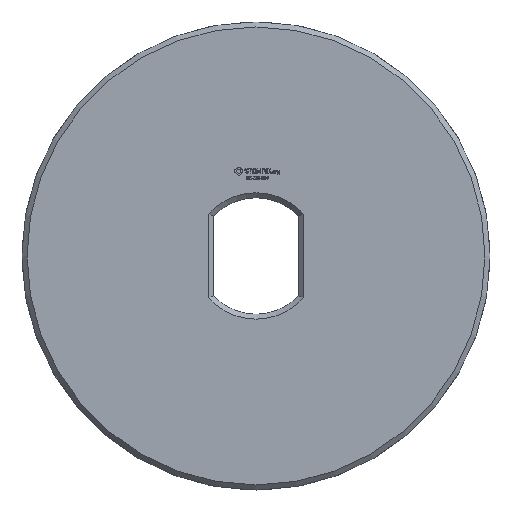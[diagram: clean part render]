
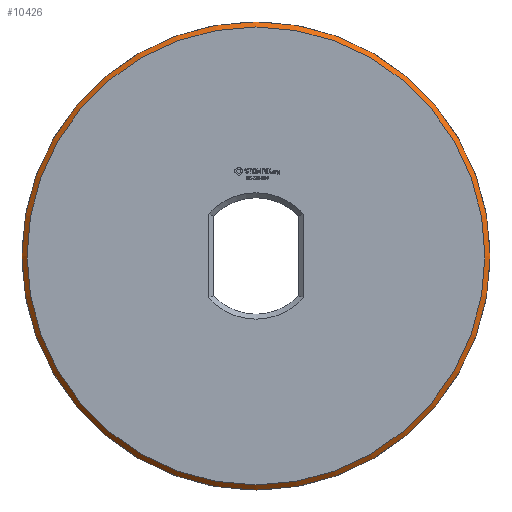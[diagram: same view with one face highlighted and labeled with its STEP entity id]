
A CAD part, top view. The second image highlights one B-rep face of the part: STEP entity #10426.
In plain terms, the highlighted conical face has half-angle 45 degrees and reference radius 14.062 mm.
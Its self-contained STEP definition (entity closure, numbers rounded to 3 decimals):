
#21 = EDGE_CURVE('',#22,#22,#24,.T.);
#22 = VERTEX_POINT('',#23);
#23 = CARTESIAN_POINT('',(13.763,0.,3.125));
#24 = SURFACE_CURVE('',#25,(#30,#42),.PCURVE_S1.);
#25 = CIRCLE('',#26,13.763);
#26 = AXIS2_PLACEMENT_3D('',#27,#28,#29);
#27 = CARTESIAN_POINT('',(0.,0.,3.125));
#28 = DIRECTION('',(0.,0.,-1.));
#29 = DIRECTION('',(1.,0.,0.));
#30 = PCURVE('',#31,#36);
#31 = PLANE('',#32);
#32 = AXIS2_PLACEMENT_3D('',#33,#34,#35);
#33 = CARTESIAN_POINT('',(0.,0.,3.125));
#34 = DIRECTION('',(0.,0.,-1.));
#35 = DIRECTION('',(1.,0.,0.));
#36 = DEFINITIONAL_REPRESENTATION('',(#37),#41);
#37 = CIRCLE('',#38,13.763);
#38 = AXIS2_PLACEMENT_2D('',#39,#40);
#39 = CARTESIAN_POINT('',(0.,0.));
#40 = DIRECTION('',(1.,0.));
#41 = ( GEOMETRIC_REPRESENTATION_CONTEXT(2) 
PARAMETRIC_REPRESENTATION_CONTEXT() REPRESENTATION_CONTEXT('2D SPACE',''
  ) );
#42 = PCURVE('',#43,#48);
#43 = CONICAL_SURFACE('',#44,14.063,0.785);
#44 = AXIS2_PLACEMENT_3D('',#45,#46,#47);
#45 = CARTESIAN_POINT('',(0.,0.,2.825));
#46 = DIRECTION('',(0.,0.,-1.));
#47 = DIRECTION('',(1.,0.,0.));
#48 = DEFINITIONAL_REPRESENTATION('',(#49),#53);
#49 = LINE('',#50,#51);
#50 = CARTESIAN_POINT('',(0.,-0.3));
#51 = VECTOR('',#52,1.);
#52 = DIRECTION('',(1.,-0.));
#53 = ( GEOMETRIC_REPRESENTATION_CONTEXT(2) 
PARAMETRIC_REPRESENTATION_CONTEXT() REPRESENTATION_CONTEXT('2D SPACE',''
  ) );
#10426 = ADVANCED_FACE('',(#10427),#43,.T.);
#10427 = FACE_BOUND('',#10428,.F.);
#10428 = EDGE_LOOP('',(#10429,#10458,#10479,#10480));
#10429 = ORIENTED_EDGE('',*,*,#10430,.T.);
#10430 = EDGE_CURVE('',#10431,#10431,#10433,.T.);
#10431 = VERTEX_POINT('',#10432);
#10432 = CARTESIAN_POINT('',(14.063,0.,2.825));
#10433 = SURFACE_CURVE('',#10434,(#10439,#10446),.PCURVE_S1.);
#10434 = CIRCLE('',#10435,14.063);
#10435 = AXIS2_PLACEMENT_3D('',#10436,#10437,#10438);
#10436 = CARTESIAN_POINT('',(0.,0.,2.825));
#10437 = DIRECTION('',(0.,0.,-1.));
#10438 = DIRECTION('',(1.,0.,0.));
#10439 = PCURVE('',#43,#10440);
#10440 = DEFINITIONAL_REPRESENTATION('',(#10441),#10445);
#10441 = LINE('',#10442,#10443);
#10442 = CARTESIAN_POINT('',(0.,-0.));
#10443 = VECTOR('',#10444,1.);
#10444 = DIRECTION('',(1.,-0.));
#10445 = ( GEOMETRIC_REPRESENTATION_CONTEXT(2) 
PARAMETRIC_REPRESENTATION_CONTEXT() REPRESENTATION_CONTEXT('2D SPACE',''
  ) );
#10446 = PCURVE('',#10447,#10452);
#10447 = CYLINDRICAL_SURFACE('',#10448,14.063);
#10448 = AXIS2_PLACEMENT_3D('',#10449,#10450,#10451);
#10449 = CARTESIAN_POINT('',(0.,0.,2.325));
#10450 = DIRECTION('',(0.,0.,1.));
#10451 = DIRECTION('',(1.,0.,0.));
#10452 = DEFINITIONAL_REPRESENTATION('',(#10453),#10457);
#10453 = LINE('',#10454,#10455);
#10454 = CARTESIAN_POINT('',(-0.,0.5));
#10455 = VECTOR('',#10456,1.);
#10456 = DIRECTION('',(-1.,0.));
#10457 = ( GEOMETRIC_REPRESENTATION_CONTEXT(2) 
PARAMETRIC_REPRESENTATION_CONTEXT() REPRESENTATION_CONTEXT('2D SPACE',''
  ) );
#10458 = ORIENTED_EDGE('',*,*,#10459,.T.);
#10459 = EDGE_CURVE('',#10431,#22,#10460,.T.);
#10460 = SEAM_CURVE('',#10461,(#10465,#10472),.PCURVE_S1.);
#10461 = LINE('',#10462,#10463);
#10462 = CARTESIAN_POINT('',(14.063,0.,2.825));
#10463 = VECTOR('',#10464,1.);
#10464 = DIRECTION('',(-0.707,0.,0.707));
#10465 = PCURVE('',#43,#10466);
#10466 = DEFINITIONAL_REPRESENTATION('',(#10467),#10471);
#10467 = LINE('',#10468,#10469);
#10468 = CARTESIAN_POINT('',(0.,-0.));
#10469 = VECTOR('',#10470,1.);
#10470 = DIRECTION('',(0.,-1.));
#10471 = ( GEOMETRIC_REPRESENTATION_CONTEXT(2) 
PARAMETRIC_REPRESENTATION_CONTEXT() REPRESENTATION_CONTEXT('2D SPACE',''
  ) );
#10472 = PCURVE('',#43,#10473);
#10473 = DEFINITIONAL_REPRESENTATION('',(#10474),#10478);
#10474 = LINE('',#10475,#10476);
#10475 = CARTESIAN_POINT('',(6.283,-0.));
#10476 = VECTOR('',#10477,1.);
#10477 = DIRECTION('',(0.,-1.));
#10478 = ( GEOMETRIC_REPRESENTATION_CONTEXT(2) 
PARAMETRIC_REPRESENTATION_CONTEXT() REPRESENTATION_CONTEXT('2D SPACE',''
  ) );
#10479 = ORIENTED_EDGE('',*,*,#21,.F.);
#10480 = ORIENTED_EDGE('',*,*,#10459,.F.);
